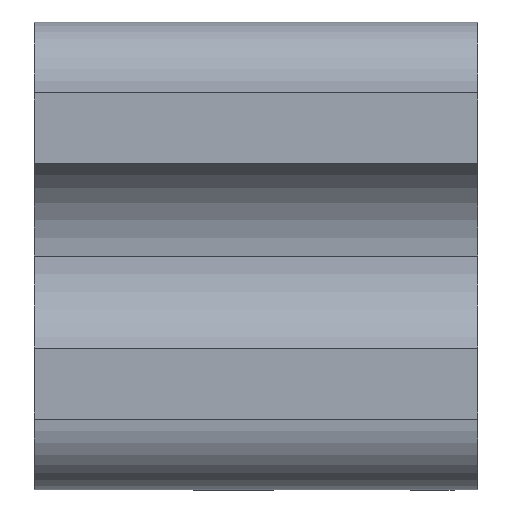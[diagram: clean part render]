
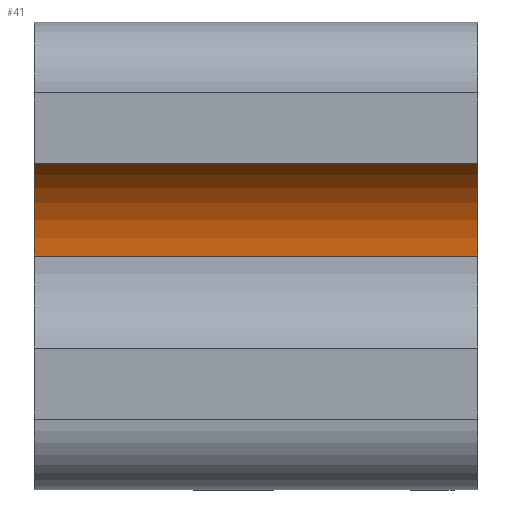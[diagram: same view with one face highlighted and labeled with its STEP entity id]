
A CAD part, front view. The second image highlights one B-rep face of the part: STEP entity #41.
In plain terms, the highlighted cylindrical face has radius 6 mm (diameter 12 mm), a partial arc.
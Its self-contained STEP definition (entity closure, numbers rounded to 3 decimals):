
#41=ADVANCED_FACE('',(#91),#92,.F.);
#91=FACE_OUTER_BOUND('',#148,.T.);
#92=CYLINDRICAL_SURFACE('',#149,6.0);
#148=EDGE_LOOP('',(#199,#200,#201,#202));
#149=AXIS2_PLACEMENT_3D('',#203,#204,#205);
#199=ORIENTED_EDGE('',*,*,#342,.F.);
#200=ORIENTED_EDGE('',*,*,#343,.T.);
#201=ORIENTED_EDGE('',*,*,#344,.T.);
#202=ORIENTED_EDGE('',*,*,#345,.T.);
#203=CARTESIAN_POINT('',(12.5,-27.0,0.0));
#204=DIRECTION('',(-1.0,0.0,0.0));
#205=DIRECTION('',(0.0,1.0,0.0));
#342=EDGE_CURVE('',#398,#399,#400,.T.);
#343=EDGE_CURVE('',#398,#401,#402,.T.);
#344=EDGE_CURVE('',#401,#403,#404,.T.);
#345=EDGE_CURVE('',#403,#399,#405,.T.);
#398=VERTEX_POINT('',#480);
#399=VERTEX_POINT('',#481);
#400=LINE('',#482,#483);
#401=VERTEX_POINT('',#484);
#402=CIRCLE('',#485,6.0);
#403=VERTEX_POINT('',#486);
#404=LINE('',#487,#488);
#405=CIRCLE('',#489,6.0);
#480=CARTESIAN_POINT('',(12.5,-21.0,0.));
#481=CARTESIAN_POINT('',(-12.5,-21.0,0.));
#482=CARTESIAN_POINT('',(12.5,-21.0,0.));
#483=VECTOR('',#634,1.0);
#484=CARTESIAN_POINT('',(12.5,-30.0,5.196));
#485=AXIS2_PLACEMENT_3D('',#635,#636,#637);
#486=CARTESIAN_POINT('',(-12.5,-30.0,5.196));
#487=CARTESIAN_POINT('',(12.5,-30.0,5.196));
#488=VECTOR('',#638,25.0);
#489=AXIS2_PLACEMENT_3D('',#639,#640,#641);
#634=DIRECTION('',(-1.0,-0.0,-0.0));
#635=CARTESIAN_POINT('',(12.5,-27.0,0.0));
#636=DIRECTION('',(1.0,0.0,0.0));
#637=DIRECTION('',(0.0,-0.5,-0.866));
#638=DIRECTION('',(-1.0,0.0,0.0));
#639=CARTESIAN_POINT('',(-12.5,-27.0,0.0));
#640=DIRECTION('',(-1.0,0.0,0.0));
#641=DIRECTION('',(0.0,-0.5,0.866));
